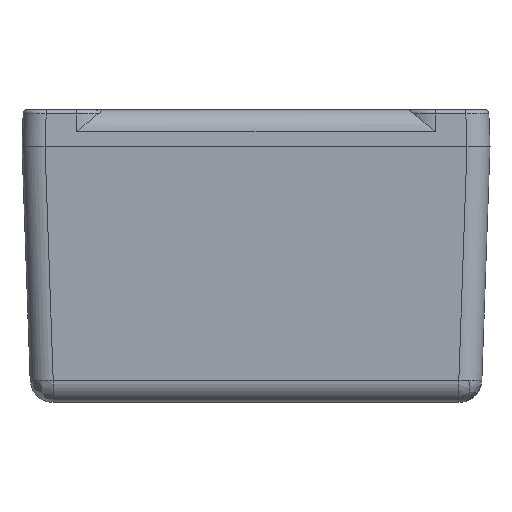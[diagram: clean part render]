
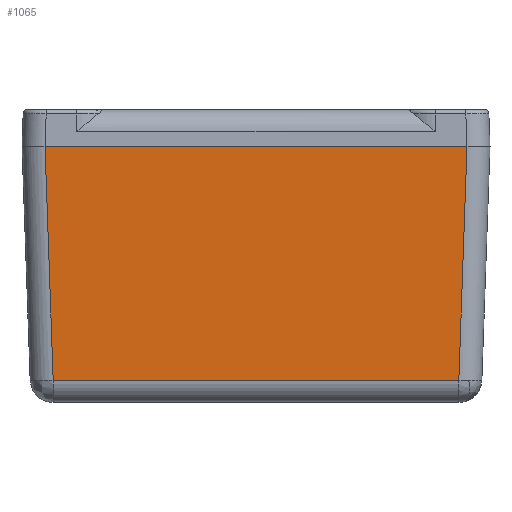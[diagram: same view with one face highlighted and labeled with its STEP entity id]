
A CAD part, left-side view. The second image highlights one B-rep face of the part: STEP entity #1065.
In plain terms, the highlighted planar face has unit normal (-0.999, 0, -0.035).
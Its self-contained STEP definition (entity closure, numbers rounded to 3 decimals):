
#185 = EDGE_CURVE ( 'NONE', #5730, #11608, #2209, .T. ) ;
#522 = ORIENTED_EDGE ( 'NONE', *, *, #2401, .T. ) ;
#1065 = ADVANCED_FACE ( 'NONE', ( #8052 ), #4303, .T. ) ;
#1338 = CARTESIAN_POINT ( 'NONE',  ( 8405.125, 13171.444, 0. ) ) ;
#2209 = LINE ( 'NONE', #6405, #6823 ) ;
#2401 = EDGE_CURVE ( 'NONE', #5730, #11023, #4978, .T. ) ;
#3062 = CARTESIAN_POINT ( 'NONE',  ( 8405.125, 13168.946, 0. ) ) ;
#3393 = AXIS2_PLACEMENT_3D ( 'NONE', #1338, #11216, #5299 ) ;
#3453 = EDGE_CURVE ( 'NONE', #10570, #11608, #8665, .T. ) ;
#4056 = DIRECTION ( 'NONE',  ( 0.035, -0.035, -0.999 ) ) ;
#4303 = PLANE ( 'NONE',  #3393 ) ;
#4978 = LINE ( 'NONE', #9895, #10544 ) ;
#4994 = CARTESIAN_POINT ( 'NONE',  ( 8405.125, 13171.444, 0. ) ) ;
#5299 = DIRECTION ( 'NONE',  ( -0.035, 0., 0.999 ) ) ;
#5443 = CARTESIAN_POINT ( 'NONE',  ( 8405.125, 13123.143, 0. ) ) ;
#5730 = VERTEX_POINT ( 'NONE', #10360 ) ;
#6046 = VECTOR ( 'NONE', #4056, 1000. ) ;
#6209 = VECTOR ( 'NONE', #10905, 1000. ) ;
#6405 = CARTESIAN_POINT ( 'NONE',  ( 8406.011, 13158.744, -25.387 ) ) ;
#6511 = LINE ( 'NONE', #4994, #6209 ) ;
#6823 = VECTOR ( 'NONE', #12294, 1000. ) ;
#6942 = EDGE_LOOP ( 'NONE', ( #7668, #10679, #7231, #522 ) ) ;
#7231 = ORIENTED_EDGE ( 'NONE', *, *, #185, .F. ) ;
#7668 = ORIENTED_EDGE ( 'NONE', *, *, #11424, .T. ) ;
#8052 = FACE_OUTER_BOUND ( 'NONE', #6942, .T. ) ;
#8418 = CARTESIAN_POINT ( 'NONE',  ( 8405.125, 13168.946, 0. ) ) ;
#8665 = LINE ( 'NONE', #3062, #6046 ) ;
#9895 = CARTESIAN_POINT ( 'NONE',  ( 8406.011, 13124.029, -25.387 ) ) ;
#10360 = CARTESIAN_POINT ( 'NONE',  ( 8406.011, 13124.029, -25.387 ) ) ;
#10544 = VECTOR ( 'NONE', #10893, 1000. ) ;
#10570 = VERTEX_POINT ( 'NONE', #8418 ) ;
#10679 = ORIENTED_EDGE ( 'NONE', *, *, #3453, .T. ) ;
#10893 = DIRECTION ( 'NONE',  ( -0.035, -0.035, 0.999 ) ) ;
#10905 = DIRECTION ( 'NONE',  ( 0., 1., 0. ) ) ;
#11023 = VERTEX_POINT ( 'NONE', #5443 ) ;
#11216 = DIRECTION ( 'NONE',  ( -0.999, 0., -0.035 ) ) ;
#11424 = EDGE_CURVE ( 'NONE', #11023, #10570, #6511, .T. ) ;
#11608 = VERTEX_POINT ( 'NONE', #12247 ) ;
#12247 = CARTESIAN_POINT ( 'NONE',  ( 8406.011, 13168.059, -25.387 ) ) ;
#12294 = DIRECTION ( 'NONE',  ( 0., 1., 0. ) ) ;
